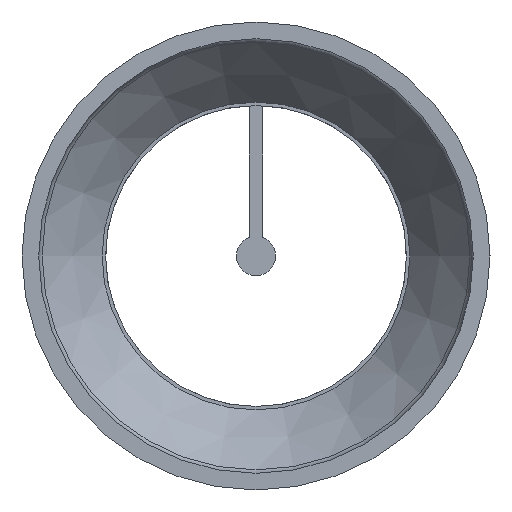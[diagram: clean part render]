
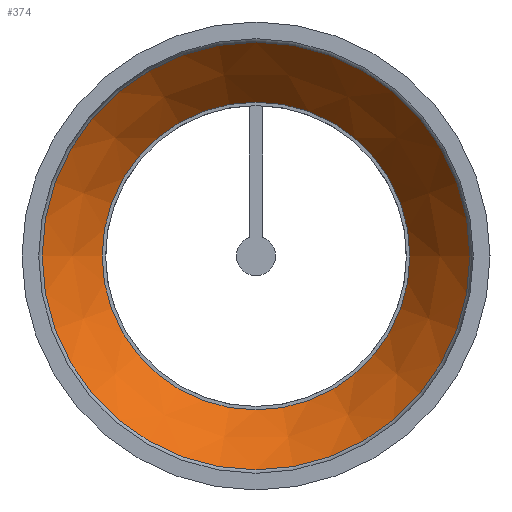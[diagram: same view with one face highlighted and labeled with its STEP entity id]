
A CAD part, left-side view. The second image highlights one B-rep face of the part: STEP entity #374.
In plain terms, the highlighted conical face has half-angle 37.59 degrees and reference radius 16.656 mm.
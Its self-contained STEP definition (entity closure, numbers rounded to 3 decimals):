
#52=CONICAL_SURFACE($,#420,16.656,37.59);
#76=FACE_BOUND($,#141,.T.);
#102=FACE_OUTER_BOUND($,#140,.T.);
#140=EDGE_LOOP($,(#300));
#141=EDGE_LOOP($,(#301));
#188=CIRCLE($,#413,13.811);
#190=CIRCLE($,#418,19.189);
#218=VERTEX_POINT($,#625);
#220=VERTEX_POINT($,#632);
#252=EDGE_CURVE($,#218,#218,#188,.T.);
#254=EDGE_CURVE($,#220,#220,#190,.T.);
#300=ORIENTED_EDGE($,*,*,#252,.T.);
#301=ORIENTED_EDGE($,*,*,#254,.F.);
#374=ADVANCED_FACE($,(#102,#76),#52,.F.);
#413=AXIS2_PLACEMENT_3D($,#626,#491,#492);
#418=AXIS2_PLACEMENT_3D($,#633,#501,#502);
#420=AXIS2_PLACEMENT_3D($,#636,#505,#506);
#491=DIRECTION('center_axis',(1.,0.,0.));
#492=DIRECTION('ref_axis',(0.,1.,0.));
#501=DIRECTION('center_axis',(1.,0.,0.));
#502=DIRECTION('ref_axis',(0.,-1.,0.));
#505=DIRECTION('center_axis',(-1.,0.,0.));
#506=DIRECTION('ref_axis',(0.,1.,0.));
#625=CARTESIAN_POINT('',(0.,13.811,0.));
#626=CARTESIAN_POINT('Origin',(0.,0.,0.));
#632=CARTESIAN_POINT('',(-6.985,19.189,0.));
#633=CARTESIAN_POINT('Origin',(-6.985,0.,0.));
#636=CARTESIAN_POINT('Origin',(-3.695,0.,0.));
